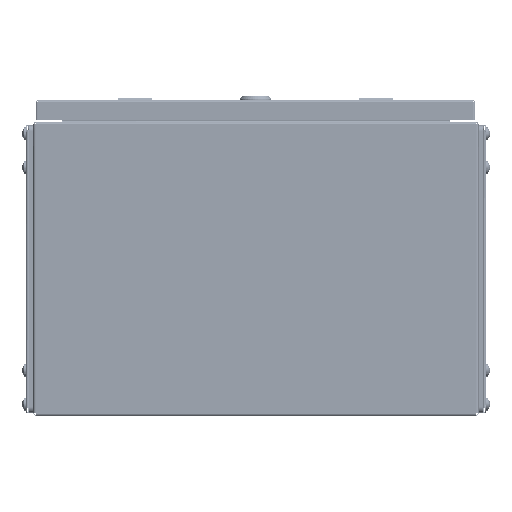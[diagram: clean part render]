
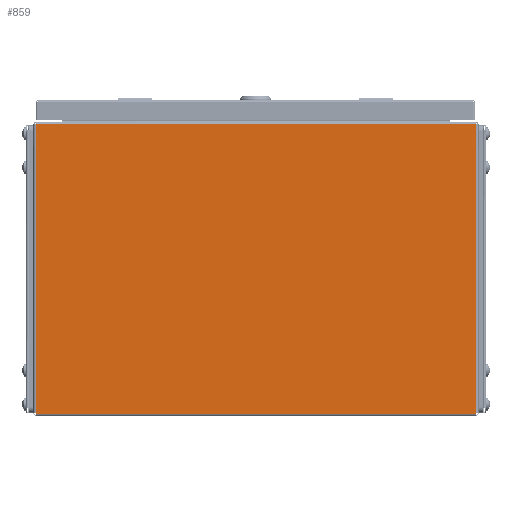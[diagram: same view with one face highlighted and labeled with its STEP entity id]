
A CAD part, left-side view. The second image highlights one B-rep face of the part: STEP entity #859.
In plain terms, the highlighted planar face has unit normal (-1, 0, 0).
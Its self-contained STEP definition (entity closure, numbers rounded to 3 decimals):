
#859 = ADVANCED_FACE ( 'NONE', ( #28241 ), #15083, .F. ) ;
#5541 = EDGE_CURVE ( 'NONE', #79123, #60184, #75760, .T. ) ;
#6503 = EDGE_CURVE ( 'NONE', #59178, #60184, #52787, .T. ) ;
#9320 = DIRECTION ( 'NONE',  ( 0., 1., 0. ) ) ;
#11961 = LINE ( 'NONE', #68289, #25099 ) ;
#15083 = PLANE ( 'NONE',  #29238 ) ;
#17750 = DIRECTION ( 'NONE',  ( 0., 0., 1. ) ) ;
#18179 = CARTESIAN_POINT ( 'NONE',  ( -200., 195.5, 1. ) ) ;
#19780 = CARTESIAN_POINT ( 'NONE',  ( -200., 195.5, 257.5 ) ) ;
#22459 = CARTESIAN_POINT ( 'NONE',  ( -200., -195.5, 257.5 ) ) ;
#23369 = ORIENTED_EDGE ( 'NONE', *, *, #55391, .T. ) ;
#24235 = ORIENTED_EDGE ( 'NONE', *, *, #50385, .T. ) ;
#25099 = VECTOR ( 'NONE', #17750, 1000. ) ;
#26085 = CARTESIAN_POINT ( 'NONE',  ( -200., 195.5, 0. ) ) ;
#28241 = FACE_OUTER_BOUND ( 'NONE', #49756, .T. ) ;
#29238 = AXIS2_PLACEMENT_3D ( 'NONE', #40180, #41395, #72986 ) ;
#34174 = VERTEX_POINT ( 'NONE', #22459 ) ;
#40180 = CARTESIAN_POINT ( 'NONE',  ( -200., 0., 0. ) ) ;
#41395 = DIRECTION ( 'NONE',  ( 1., 0., 0. ) ) ;
#44194 = CARTESIAN_POINT ( 'NONE',  ( -200., -195.5, 1. ) ) ;
#46121 = ORIENTED_EDGE ( 'NONE', *, *, #6503, .T. ) ;
#47931 = VECTOR ( 'NONE', #58139, 1000. ) ;
#47994 = VECTOR ( 'NONE', #57732, 1000. ) ;
#49756 = EDGE_LOOP ( 'NONE', ( #24235, #46121, #57153, #23369 ) ) ;
#50385 = EDGE_CURVE ( 'NONE', #34174, #59178, #64794, .T. ) ;
#52095 = CARTESIAN_POINT ( 'NONE',  ( -200., -195.5, 257.5 ) ) ;
#52787 = LINE ( 'NONE', #26085, #47931 ) ;
#55391 = EDGE_CURVE ( 'NONE', #79123, #34174, #11961, .T. ) ;
#57153 = ORIENTED_EDGE ( 'NONE', *, *, #5541, .F. ) ;
#57732 = DIRECTION ( 'NONE',  ( 0., 1., 0. ) ) ;
#58139 = DIRECTION ( 'NONE',  ( 0., 0., -1. ) ) ;
#59178 = VERTEX_POINT ( 'NONE', #19780 ) ;
#60184 = VERTEX_POINT ( 'NONE', #18179 ) ;
#63452 = CARTESIAN_POINT ( 'NONE',  ( -200., 195.5, 1. ) ) ;
#64284 = VECTOR ( 'NONE', #9320, 1000. ) ;
#64794 = LINE ( 'NONE', #52095, #64284 ) ;
#68289 = CARTESIAN_POINT ( 'NONE',  ( -200., -195.5, 0. ) ) ;
#72986 = DIRECTION ( 'NONE',  ( 0., 0., -1. ) ) ;
#75760 = LINE ( 'NONE', #63452, #47994 ) ;
#79123 = VERTEX_POINT ( 'NONE', #44194 ) ;
